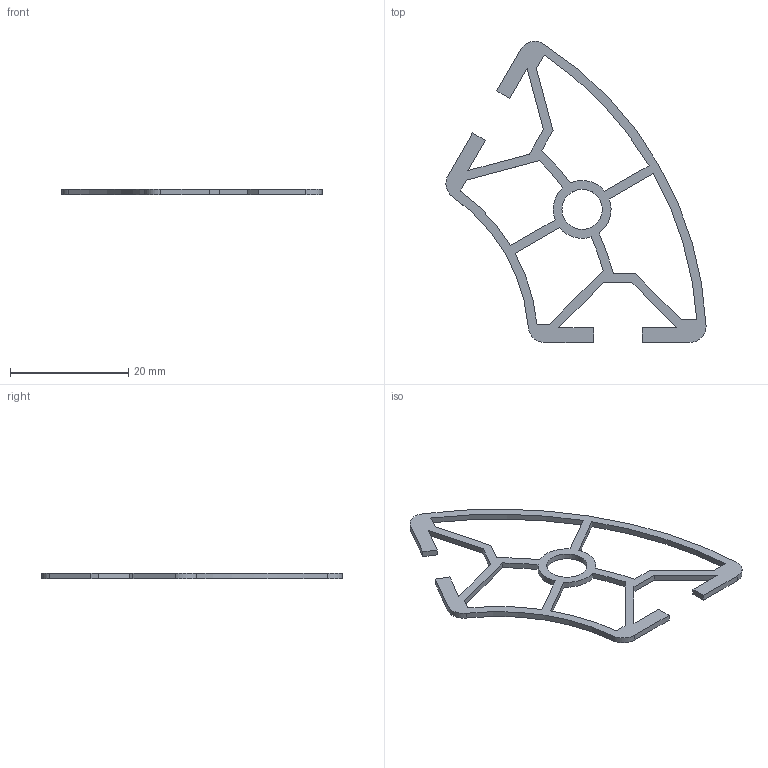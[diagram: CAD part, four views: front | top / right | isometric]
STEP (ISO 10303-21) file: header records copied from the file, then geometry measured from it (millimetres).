
FILE_DESCRIPTION((''),'2;1');
FILE_NAME('SP168_extern.ipt.step','2007-09-10T15:09:18',(''),(''),'Autodesk Inventor 11','Autodesk Inventor 11','');
FILE_SCHEMA(('AUTOMOTIVE_DESIGN { 1 0 10303 214 1 1 1 1 }'));
Length unit declared in the file: millimetre
Products named in the file (1): SP168_extern
Bounding box: 43.98 x 50.89 x 1 mm (x, y, z)
Volume: 410.2 mm3; surface area: 1289 mm2
Topology: 1 solids, 1 shells, 53 faces, 154 edges, 103 vertices
Faces by surface type: plane 34, cylinder 18, bspline 1
Entity records: 1796 total; most frequent: CARTESIAN_POINT 325, ORIENTED_EDGE 304, DIRECTION 296, EDGE_CURVE 152, VECTOR 114, LINE 114, VERTEX_POINT 102, AXIS2_PLACEMENT_3D 91
